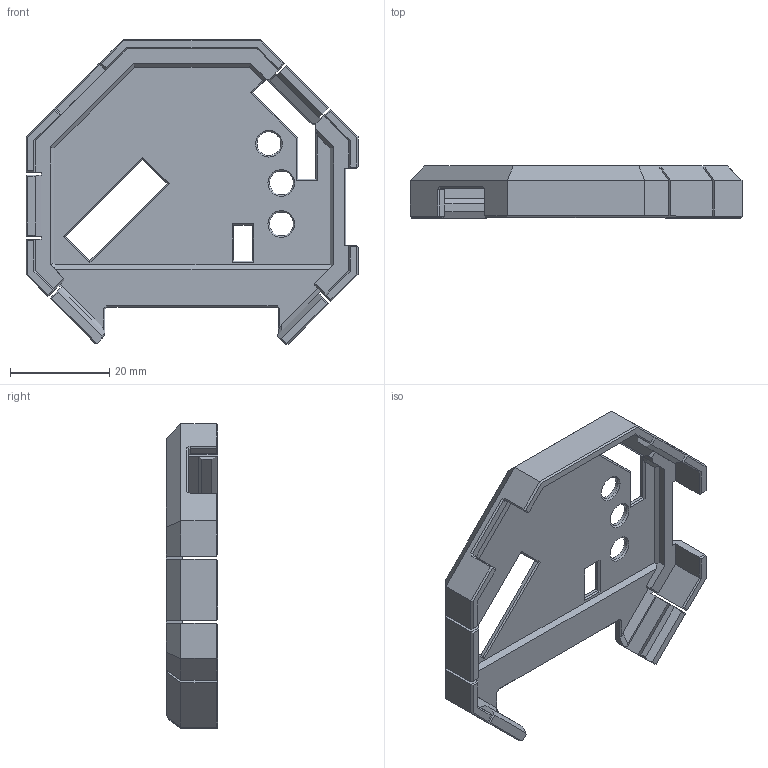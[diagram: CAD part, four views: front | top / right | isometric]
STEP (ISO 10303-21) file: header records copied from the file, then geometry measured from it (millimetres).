
FILE_DESCRIPTION(('FreeCAD Model'),'2;1');
FILE_NAME('LightCase_22b_Cover Robust.STEP','2017-02-28T15:26:52',( 'Author'),(''),'Open CASCADE STEP processor 6.8','FreeCAD','Unknown' );
FILE_SCHEMA(('AUTOMOTIVE_DESIGN_CC2 { 1 2 10303 214 -1 1 5 4 }'));
Length unit declared in the file: millimetre
Products named in the file (1): LightCase_22b_Cover_Robust
Bounding box: 67.06 x 10.5 x 61.52 mm (x, y, z)
Volume: 6277.8 mm3; surface area: 8987.5 mm2
Topology: 1 solids, 1 shells, 261 faces, 701 edges, 441 vertices
Faces by surface type: plane 246, cone 6, cylinder 6, bspline 3
Entity records: 18565 total; most frequent: CARTESIAN_POINT 4495, DIRECTION 2557, LINE 1989, VECTOR 1989, ORIENTED_EDGE 1402, PCURVE 1402, DEFINITIONAL_REPRESENTATION 1402, EDGE_CURVE 701
